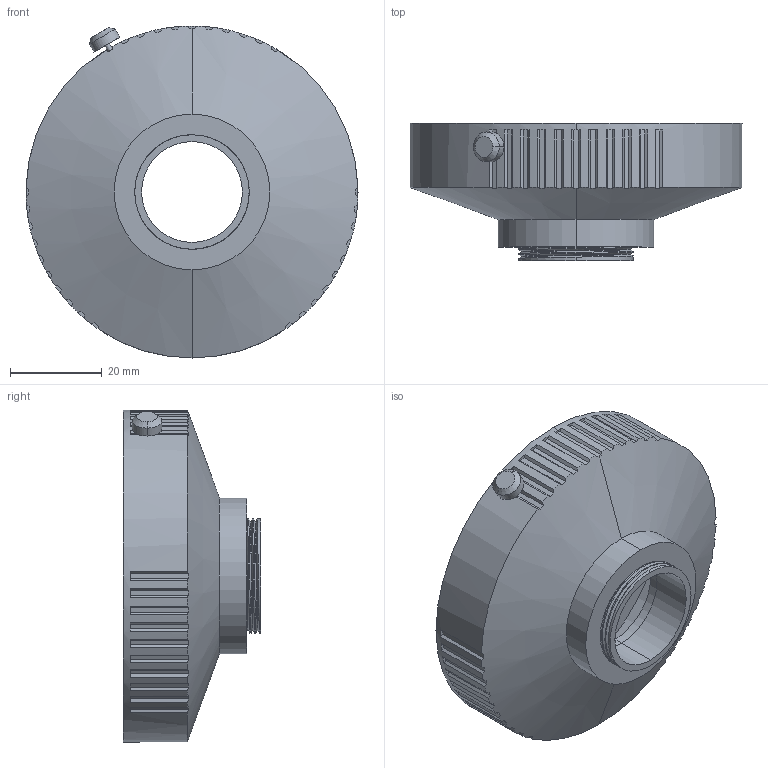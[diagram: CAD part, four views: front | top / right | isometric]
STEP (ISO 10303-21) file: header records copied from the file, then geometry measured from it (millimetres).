
FILE_DESCRIPTION (( 'STEP AP214' ), '1' );
FILE_NAME ('UB0228.STEP', '2020-10-22T05:43:39', ( '' ), ( '' ), 'SwSTEP 2.0', 'SolidWorks 2020', '' );
FILE_SCHEMA (( 'AUTOMOTIVE_DESIGN' ));
Length unit declared in the file: millimetre
Products named in the file (1): UB0228
Bounding box: 72.46 x 30 x 72.46 mm (x, y, z)
Volume: 28813.7 mm3; surface area: 18501.8 mm2
Topology: 2 solids, 2 shells, 196 faces, 530 edges, 348 vertices
Faces by surface type: plane 141, cylinder 41, bspline 8, cone 6
Entity records: 7288 total; most frequent: CARTESIAN_POINT 2504, ORIENTED_EDGE 1060, DIRECTION 905, EDGE_CURVE 530, VERTEX_POINT 348, AXIS2_PLACEMENT_3D 318, LINE 269, VECTOR 269
